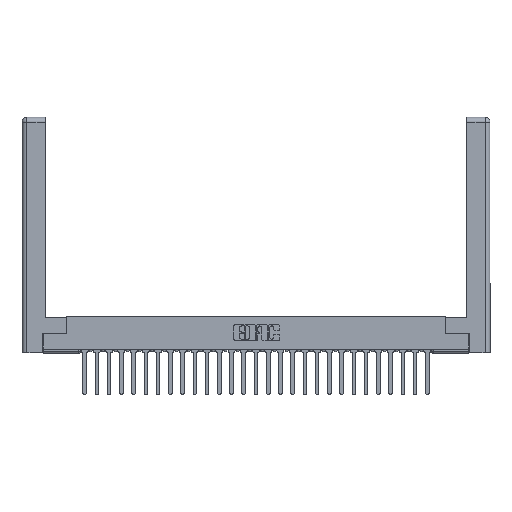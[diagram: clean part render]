
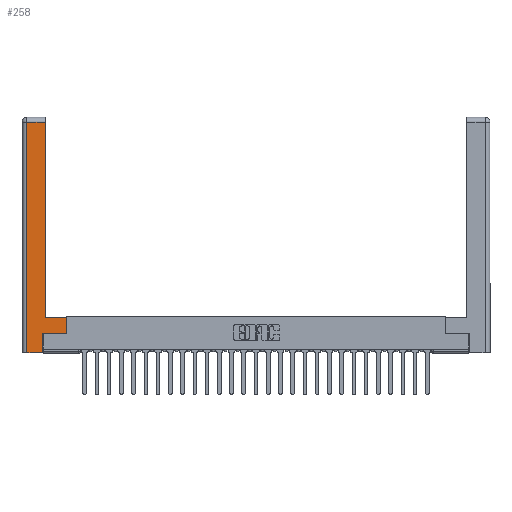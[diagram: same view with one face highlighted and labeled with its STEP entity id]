
A CAD part, top view. The second image highlights one B-rep face of the part: STEP entity #258.
In plain terms, the highlighted planar face has unit normal (0, 0, 1).
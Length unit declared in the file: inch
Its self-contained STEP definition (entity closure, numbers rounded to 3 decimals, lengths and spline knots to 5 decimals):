
#57 = ORIENTED_EDGE ( 'NONE', *, *, #24767, .T. ) ;
#200 = DIRECTION ( 'NONE',  ( 1., 0., 0. ) ) ;
#258 = ADVANCED_FACE ( 'NONE', ( #6501 ), #6951, .F. ) ;
#670 = LINE ( 'NONE', #16146, #4016 ) ;
#760 = ORIENTED_EDGE ( 'NONE', *, *, #16889, .T. ) ;
#2255 = VECTOR ( 'NONE', #2272, 39.37008 ) ;
#2272 = DIRECTION ( 'NONE',  ( -1., 0., 0. ) ) ;
#3001 = LINE ( 'NONE', #18758, #13079 ) ;
#3087 = DIRECTION ( 'NONE',  ( 0., -1., 0. ) ) ;
#3373 = LINE ( 'NONE', #22950, #13572 ) ;
#3633 = VERTEX_POINT ( 'NONE', #14850 ) ;
#3811 = CARTESIAN_POINT ( 'NONE',  ( 0.565, 0.45, 0. ) ) ;
#4016 = VECTOR ( 'NONE', #18636, 39.37008 ) ;
#6501 = FACE_OUTER_BOUND ( 'NONE', #12940, .T. ) ;
#6951 = PLANE ( 'NONE',  #16284 ) ;
#7161 = CARTESIAN_POINT ( 'NONE',  ( 0.0615, 2.94, 0. ) ) ;
#7597 = ORIENTED_EDGE ( 'NONE', *, *, #14029, .T. ) ;
#9160 = LINE ( 'NONE', #18128, #28117 ) ;
#9172 = CARTESIAN_POINT ( 'NONE',  ( 0., 0., 0. ) ) ;
#9808 = CARTESIAN_POINT ( 'NONE',  ( 0.295, 3., 0. ) ) ;
#10407 = CARTESIAN_POINT ( 'NONE',  ( 0.0615, 0., 0. ) ) ;
#11040 = VERTEX_POINT ( 'NONE', #12066 ) ;
#11514 = CARTESIAN_POINT ( 'NONE',  ( 0.565, 0.45, 0. ) ) ;
#11733 = LINE ( 'NONE', #9808, #24691 ) ;
#11799 = CARTESIAN_POINT ( 'NONE',  ( 0.295, 0.45, 0. ) ) ;
#12066 = CARTESIAN_POINT ( 'NONE',  ( 0.295, 2.94, 0. ) ) ;
#12226 = EDGE_CURVE ( 'NONE', #28095, #14190, #3373, .T. ) ;
#12349 = EDGE_CURVE ( 'NONE', #11040, #28095, #24228, .T. ) ;
#12513 = CARTESIAN_POINT ( 'NONE',  ( 0.0615, 2.94, 0. ) ) ;
#12940 = EDGE_LOOP ( 'NONE', ( #20163, #27907, #26925, #25601, #25388, #760, #7597, #57 ) ) ;
#13079 = VECTOR ( 'NONE', #200, 39.37008 ) ;
#13129 = EDGE_CURVE ( 'NONE', #25354, #11040, #11733, .T. ) ;
#13213 = EDGE_CURVE ( 'NONE', #14190, #3633, #670, .T. ) ;
#13283 = VERTEX_POINT ( 'NONE', #19630 ) ;
#13572 = VECTOR ( 'NONE', #3087, 39.37008 ) ;
#13716 = DIRECTION ( 'NONE',  ( 0., 1., 0. ) ) ;
#14001 = LINE ( 'NONE', #11514, #21935 ) ;
#14029 = EDGE_CURVE ( 'NONE', #21621, #18892, #14001, .T. ) ;
#14190 = VERTEX_POINT ( 'NONE', #10407 ) ;
#14850 = CARTESIAN_POINT ( 'NONE',  ( 0.265, 0., 0. ) ) ;
#15544 = CARTESIAN_POINT ( 'NONE',  ( 0.295, 0.45, 0. ) ) ;
#15653 = DIRECTION ( 'NONE',  ( 0., 0., -1. ) ) ;
#16146 = CARTESIAN_POINT ( 'NONE',  ( 0.265, 0., 0. ) ) ;
#16222 = DIRECTION ( 'NONE',  ( 0., 1., 0. ) ) ;
#16284 = AXIS2_PLACEMENT_3D ( 'NONE', #9172, #15653, #22264 ) ;
#16889 = EDGE_CURVE ( 'NONE', #13283, #21621, #3001, .T. ) ;
#17369 = EDGE_CURVE ( 'NONE', #3633, #13283, #9160, .T. ) ;
#17570 = CARTESIAN_POINT ( 'NONE',  ( 0.565, 0.245, 0. ) ) ;
#18128 = CARTESIAN_POINT ( 'NONE',  ( 0.265, 0.245, 0. ) ) ;
#18339 = DIRECTION ( 'NONE',  ( 0., 1., 0. ) ) ;
#18636 = DIRECTION ( 'NONE',  ( 1., 0., 0. ) ) ;
#18758 = CARTESIAN_POINT ( 'NONE',  ( 0.565, 0.245, 0. ) ) ;
#18892 = VERTEX_POINT ( 'NONE', #3811 ) ;
#19630 = CARTESIAN_POINT ( 'NONE',  ( 0.265, 0.245, 0. ) ) ;
#20163 = ORIENTED_EDGE ( 'NONE', *, *, #13129, .T. ) ;
#20953 = VECTOR ( 'NONE', #26127, 39.37008 ) ;
#21621 = VERTEX_POINT ( 'NONE', #17570 ) ;
#21935 = VECTOR ( 'NONE', #16222, 39.37008 ) ;
#22264 = DIRECTION ( 'NONE',  ( -1., 0., 0. ) ) ;
#22445 = LINE ( 'NONE', #15544, #2255 ) ;
#22950 = CARTESIAN_POINT ( 'NONE',  ( 0.0615, 0., 0. ) ) ;
#24228 = LINE ( 'NONE', #12513, #20953 ) ;
#24691 = VECTOR ( 'NONE', #18339, 39.37008 ) ;
#24767 = EDGE_CURVE ( 'NONE', #18892, #25354, #22445, .T. ) ;
#25354 = VERTEX_POINT ( 'NONE', #11799 ) ;
#25388 = ORIENTED_EDGE ( 'NONE', *, *, #17369, .T. ) ;
#25601 = ORIENTED_EDGE ( 'NONE', *, *, #13213, .T. ) ;
#26127 = DIRECTION ( 'NONE',  ( -1., 0., 0. ) ) ;
#26925 = ORIENTED_EDGE ( 'NONE', *, *, #12226, .T. ) ;
#27907 = ORIENTED_EDGE ( 'NONE', *, *, #12349, .T. ) ;
#28095 = VERTEX_POINT ( 'NONE', #7161 ) ;
#28117 = VECTOR ( 'NONE', #13716, 39.37008 ) ;
